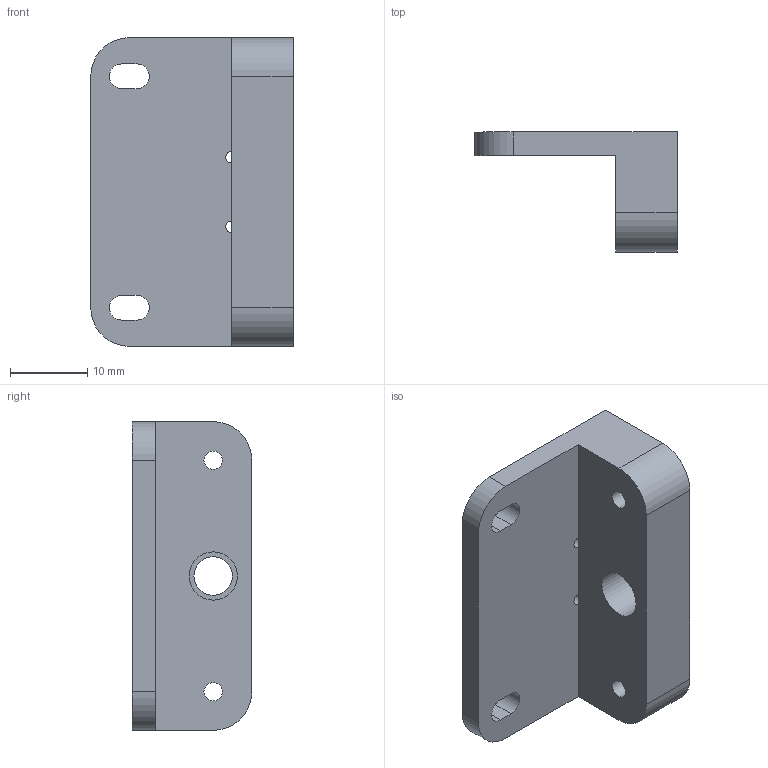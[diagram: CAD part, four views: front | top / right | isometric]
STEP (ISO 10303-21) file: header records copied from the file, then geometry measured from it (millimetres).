
FILE_DESCRIPTION(('FreeCAD Model'),'2;1');
FILE_NAME('PP-MP0300_tc-dock.step','2019-10-09T12:39:02',('Author'),( ''),'Open CASCADE STEP processor 7.3','FreeCAD','Unknown');
FILE_SCHEMA(('AUTOMOTIVE_DESIGN { 1 0 10303 214 1 1 1 1 }'));
Length unit declared in the file: millimetre
Products named in the file (1): Fillet
Bounding box: 26.25 x 15.5 x 40 mm (x, y, z)
Volume: 6558.1 mm3; surface area: 3917.3 mm2
Topology: 1 solids, 1 shells, 33 faces, 86 edges, 56 vertices
Faces by surface type: plane 17, cylinder 16
Full cylindrical faces by diameter (mm): 1.5 x2, 2.4 x2, 4 x2, 5 x1, 6.25 x1
Entity records: 2228 total; most frequent: CARTESIAN_POINT 446, DIRECTION 339, LINE 178, VECTOR 178, ORIENTED_EDGE 172, PCURVE 172, DEFINITIONAL_REPRESENTATION 172, EDGE_CURVE 86
